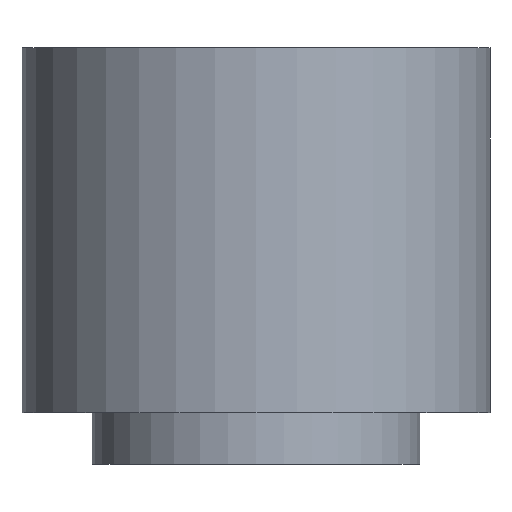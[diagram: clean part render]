
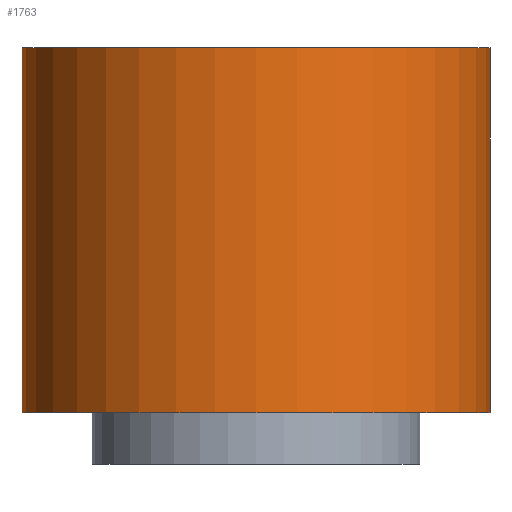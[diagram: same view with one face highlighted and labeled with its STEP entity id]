
A CAD part, front view. The second image highlights one B-rep face of the part: STEP entity #1763.
In plain terms, the highlighted cylindrical face has radius 44.958 mm (diameter 89.916 mm), a partial arc.
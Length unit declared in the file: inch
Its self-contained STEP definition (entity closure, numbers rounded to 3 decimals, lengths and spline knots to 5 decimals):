
#14 = DIRECTION ( 'NONE',  ( 1., 0., 0. ) ) ;
#84 = EDGE_CURVE ( 'NONE', #1574, #1795, #1498, .T. ) ;
#141 = EDGE_CURVE ( 'NONE', #1795, #523, #1094, .T. ) ;
#316 = VERTEX_POINT ( 'NONE', #1596 ) ;
#323 = AXIS2_PLACEMENT_3D ( 'NONE', #1635, #811, #14 ) ;
#333 = VECTOR ( 'NONE', #942, 39.37008 ) ;
#382 = CYLINDRICAL_SURFACE ( 'NONE', #323, 1.77 ) ;
#397 = FACE_OUTER_BOUND ( 'NONE', #1107, .T. ) ;
#420 = ORIENTED_EDGE ( 'NONE', *, *, #84, .F. ) ;
#423 = VECTOR ( 'NONE', #1556, 39.37008 ) ;
#426 = LINE ( 'NONE', #1486, #423 ) ;
#523 = VERTEX_POINT ( 'NONE', #1470 ) ;
#532 = ORIENTED_EDGE ( 'NONE', *, *, #141, .F. ) ;
#548 = ORIENTED_EDGE ( 'NONE', *, *, #1678, .T. ) ;
#709 = EDGE_CURVE ( 'NONE', #1574, #316, #1736, .T. ) ;
#782 = AXIS2_PLACEMENT_3D ( 'NONE', #1268, #1271, #1270 ) ;
#811 = DIRECTION ( 'NONE',  ( 0., 0., 1. ) ) ;
#934 = ORIENTED_EDGE ( 'NONE', *, *, #709, .T. ) ;
#942 = DIRECTION ( 'NONE',  ( 0., 0., 1. ) ) ;
#1050 = CARTESIAN_POINT ( 'NONE',  ( -1.77, 0., 0. ) ) ;
#1062 = AXIS2_PLACEMENT_3D ( 'NONE', #1859, #1682, #1797 ) ;
#1094 = CIRCLE ( 'NONE', #1062, 1.77 ) ;
#1107 = EDGE_LOOP ( 'NONE', ( #420, #934, #548, #532 ) ) ;
#1268 = CARTESIAN_POINT ( 'NONE',  ( 0., 0., -2.76 ) ) ;
#1270 = DIRECTION ( 'NONE',  ( 1., 0., 0. ) ) ;
#1271 = DIRECTION ( 'NONE',  ( 0., 0., 1. ) ) ;
#1470 = CARTESIAN_POINT ( 'NONE',  ( 1.77, 0., 0. ) ) ;
#1486 = CARTESIAN_POINT ( 'NONE',  ( 1.77, 0., 0. ) ) ;
#1498 = LINE ( 'NONE', #1545, #333 ) ;
#1545 = CARTESIAN_POINT ( 'NONE',  ( -1.77, 0., 0. ) ) ;
#1556 = DIRECTION ( 'NONE',  ( 0., 0., 1. ) ) ;
#1574 = VERTEX_POINT ( 'NONE', #1851 ) ;
#1596 = CARTESIAN_POINT ( 'NONE',  ( 1.77, 0., -2.76 ) ) ;
#1635 = CARTESIAN_POINT ( 'NONE',  ( 0., 0., 0. ) ) ;
#1678 = EDGE_CURVE ( 'NONE', #316, #523, #426, .T. ) ;
#1682 = DIRECTION ( 'NONE',  ( 0., 0., 1. ) ) ;
#1736 = CIRCLE ( 'NONE', #782, 1.77 ) ;
#1763 = ADVANCED_FACE ( 'NONE', ( #397 ), #382, .T. ) ;
#1795 = VERTEX_POINT ( 'NONE', #1050 ) ;
#1797 = DIRECTION ( 'NONE',  ( 1., 0., 0. ) ) ;
#1851 = CARTESIAN_POINT ( 'NONE',  ( -1.77, 0., -2.76 ) ) ;
#1859 = CARTESIAN_POINT ( 'NONE',  ( 0., 0., 0. ) ) ;
